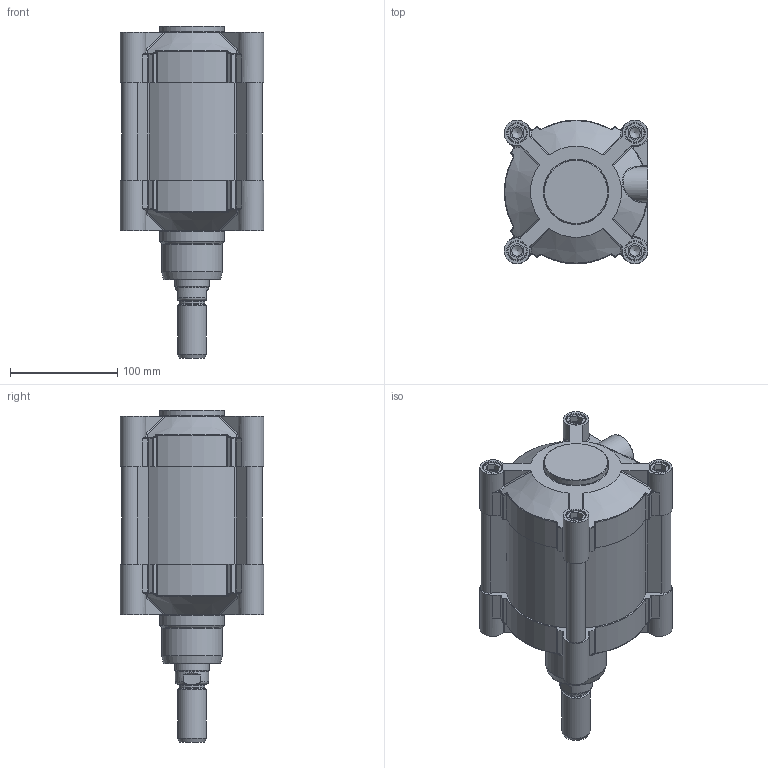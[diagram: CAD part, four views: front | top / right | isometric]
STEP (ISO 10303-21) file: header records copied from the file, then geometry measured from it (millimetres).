
FILE_DESCRIPTION((''),'2;1');
FILE_NAME('HDM125.025.GS.M.stp','2013-12-23T08:08:55',('carlo.corazza'),(''),'Autodesk Inventor 2012','Autodesk Inventor 2012','');
FILE_SCHEMA(('AUTOMOTIVE_DESIGN { 1 0 10303 214 1 1 1 1 }'));
Length unit declared in the file: millimetre
Products named in the file (5): HDM125..GS.M; TP; TA; STELO-025; CORPO-025
Assembly tree (4 placements, depth 2):
  HDM125..GS.M
    TP
    TA
    STELO-025
    CORPO-025
Bounding box: 134 x 134 x 310 mm (x, y, z)
Volume: 1473264.1 mm3; surface area: 394807 mm2
Topology: 4 solids, 39 shells, 1377 faces, 3190 edges, 1938 vertices
Faces by surface type: plane 445, bspline 274, cylinder 257, torus 145, cone 134, sphere 116, revolution 6
Full cylindrical faces by diameter (mm): 5.9 x2, 6 x2, 6.5 x2, 7.25 x2, 9.4 x4, 10.106 x8, 10.6 x4, 11.8 x4, 11.9 x2, 12 x14, 12.3 x8, 17 x2, 18 x8, 18.3 x8, 18.631 x2, 20 x1, 23.8 x1, 27 x1, 31 x1, 32 x1, 32.8 x1, 32.962 x1, 38 x1, 41.5 x2, 42 x3, 57 x1, 60 x2, 125 x1, 126.5 x2, 130 x2
Entity records: 44740 total; most frequent: CARTESIAN_POINT 14476, ORIENTED_EDGE 5794, DIRECTION 5656, EDGE_CURVE 2897, AXIS2_PLACEMENT_3D 2299, VERTEX_POINT 1881, EDGE_LOOP 1710, STYLED_ITEM 1381
